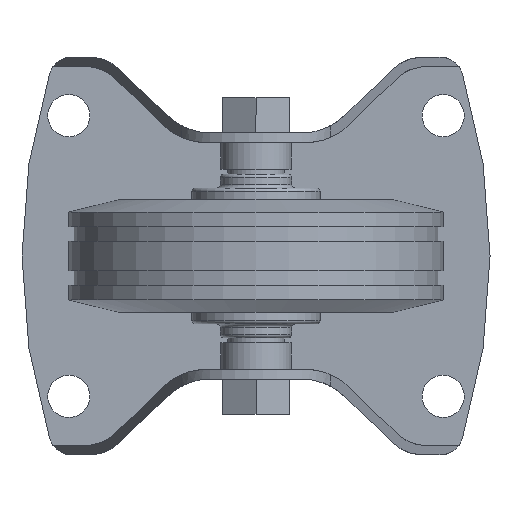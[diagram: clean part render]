
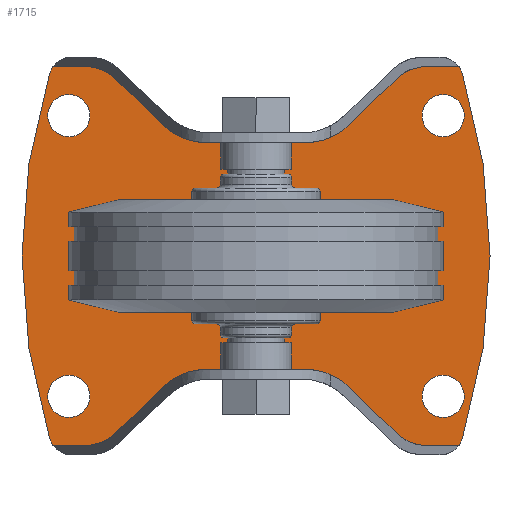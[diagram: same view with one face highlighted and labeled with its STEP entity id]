
A CAD part, front view. The second image highlights one B-rep face of the part: STEP entity #1715.
In plain terms, the highlighted planar face has unit normal (0, -1, 0).
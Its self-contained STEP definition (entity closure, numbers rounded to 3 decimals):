
#126=LINE('',#2742,#246);
#130=LINE('',#2754,#250);
#132=LINE('',#2763,#252);
#137=LINE('',#2783,#257);
#140=LINE('',#2792,#260);
#143=LINE('',#2798,#263);
#147=LINE('',#2810,#267);
#149=LINE('',#2827,#269);
#154=LINE('',#2838,#274);
#157=LINE('',#2847,#277);
#246=VECTOR('',#2166,1000.);
#250=VECTOR('',#2178,1000.);
#252=VECTOR('',#2186,1000.);
#257=VECTOR('',#2199,1000.);
#260=VECTOR('',#2210,1000.);
#263=VECTOR('',#2215,1000.);
#267=VECTOR('',#2227,1000.);
#269=VECTOR('',#2241,1000.);
#274=VECTOR('',#2248,1000.);
#277=VECTOR('',#2259,1000.);
#327=PLANE('',#1897);
#584=ORIENTED_EDGE('',*,*,#976,.T.);
#585=ORIENTED_EDGE('',*,*,#977,.T.);
#586=ORIENTED_EDGE('',*,*,#978,.T.);
#587=ORIENTED_EDGE('',*,*,#979,.T.);
#588=ORIENTED_EDGE('',*,*,#956,.T.);
#589=ORIENTED_EDGE('',*,*,#831,.T.);
#590=ORIENTED_EDGE('',*,*,#955,.F.);
#591=ORIENTED_EDGE('',*,*,#953,.F.);
#592=ORIENTED_EDGE('',*,*,#950,.F.);
#593=ORIENTED_EDGE('',*,*,#975,.T.);
#594=ORIENTED_EDGE('',*,*,#945,.F.);
#595=ORIENTED_EDGE('',*,*,#940,.T.);
#596=ORIENTED_EDGE('',*,*,#938,.F.);
#597=ORIENTED_EDGE('',*,*,#935,.F.);
#598=ORIENTED_EDGE('',*,*,#932,.F.);
#599=ORIENTED_EDGE('',*,*,#851,.T.);
#600=ORIENTED_EDGE('',*,*,#961,.T.);
#601=ORIENTED_EDGE('',*,*,#843,.T.);
#602=ORIENTED_EDGE('',*,*,#929,.F.);
#603=ORIENTED_EDGE('',*,*,#927,.F.);
#604=ORIENTED_EDGE('',*,*,#924,.F.);
#605=ORIENTED_EDGE('',*,*,#920,.T.);
#606=ORIENTED_EDGE('',*,*,#916,.F.);
#607=ORIENTED_EDGE('',*,*,#972,.T.);
#608=ORIENTED_EDGE('',*,*,#912,.F.);
#609=ORIENTED_EDGE('',*,*,#909,.F.);
#610=ORIENTED_EDGE('',*,*,#906,.F.);
#611=ORIENTED_EDGE('',*,*,#839,.T.);
#831=EDGE_CURVE('',#1062,#1061,#1219,.F.);
#839=EDGE_CURVE('',#1064,#1069,#1222,.F.);
#843=EDGE_CURVE('',#1074,#1073,#1223,.F.);
#851=EDGE_CURVE('',#1076,#1081,#1226,.F.);
#906=EDGE_CURVE('',#1064,#1118,#126,.T.);
#909=EDGE_CURVE('',#1118,#1120,#1234,.T.);
#912=EDGE_CURVE('',#1120,#1122,#130,.T.);
#916=EDGE_CURVE('',#1127,#1128,#132,.T.);
#920=EDGE_CURVE('',#1131,#1128,#1237,.T.);
#924=EDGE_CURVE('',#1131,#1132,#137,.T.);
#927=EDGE_CURVE('',#1132,#1134,#1238,.T.);
#929=EDGE_CURVE('',#1134,#1073,#140,.T.);
#932=EDGE_CURVE('',#1076,#1136,#143,.T.);
#935=EDGE_CURVE('',#1136,#1138,#1239,.T.);
#938=EDGE_CURVE('',#1138,#1140,#147,.T.);
#940=EDGE_CURVE('',#1143,#1140,#1240,.T.);
#945=EDGE_CURVE('',#1143,#1147,#149,.T.);
#950=EDGE_CURVE('',#1151,#1148,#154,.T.);
#953=EDGE_CURVE('',#1148,#1152,#1243,.T.);
#955=EDGE_CURVE('',#1152,#1061,#157,.T.);
#956=EDGE_CURVE('',#1069,#1062,#1244,.F.);
#961=EDGE_CURVE('',#1081,#1074,#1247,.F.);
#972=EDGE_CURVE('',#1127,#1122,#1254,.T.);
#975=EDGE_CURVE('',#1151,#1147,#1255,.T.);
#976=EDGE_CURVE('',#1162,#1162,#1256,.T.);
#977=EDGE_CURVE('',#1163,#1163,#1257,.T.);
#978=EDGE_CURVE('',#1164,#1164,#1258,.T.);
#979=EDGE_CURVE('',#1165,#1165,#1259,.T.);
#1061=VERTEX_POINT('',#2582);
#1062=VERTEX_POINT('',#2584);
#1064=VERTEX_POINT('',#2590);
#1069=VERTEX_POINT('',#2599);
#1073=VERTEX_POINT('',#2608);
#1074=VERTEX_POINT('',#2610);
#1076=VERTEX_POINT('',#2616);
#1081=VERTEX_POINT('',#2625);
#1118=VERTEX_POINT('',#2739);
#1120=VERTEX_POINT('',#2745);
#1122=VERTEX_POINT('',#2751);
#1127=VERTEX_POINT('',#2762);
#1128=VERTEX_POINT('',#2764);
#1131=VERTEX_POINT('',#2776);
#1132=VERTEX_POINT('',#2780);
#1134=VERTEX_POINT('',#2786);
#1136=VERTEX_POINT('',#2795);
#1138=VERTEX_POINT('',#2801);
#1140=VERTEX_POINT('',#2807);
#1143=VERTEX_POINT('',#2815);
#1147=VERTEX_POINT('',#2828);
#1148=VERTEX_POINT('',#2832);
#1151=VERTEX_POINT('',#2837);
#1152=VERTEX_POINT('',#2841);
#1162=VERTEX_POINT('',#2899);
#1163=VERTEX_POINT('',#2901);
#1164=VERTEX_POINT('',#2903);
#1165=VERTEX_POINT('',#2905);
#1219=CIRCLE('',#1800,5.);
#1222=CIRCLE('',#1805,5.);
#1223=CIRCLE('',#1808,5.);
#1226=CIRCLE('',#1813,5.);
#1234=CIRCLE('',#1845,9.);
#1237=CIRCLE('',#1852,13.);
#1238=CIRCLE('',#1856,9.);
#1239=CIRCLE('',#1861,9.);
#1240=CIRCLE('',#1865,13.);
#1243=CIRCLE('',#1872,9.);
#1244=CIRCLE('',#1875,131.623);
#1247=CIRCLE('',#1881,131.623);
#1254=CIRCLE('',#1893,13.);
#1255=CIRCLE('',#1896,13.);
#1256=CIRCLE('',#1898,4.5);
#1257=CIRCLE('',#1899,4.5);
#1258=CIRCLE('',#1900,4.5);
#1259=CIRCLE('',#1901,4.5);
#1351=EDGE_LOOP('',(#584));
#1352=EDGE_LOOP('',(#585));
#1353=EDGE_LOOP('',(#586));
#1354=EDGE_LOOP('',(#587));
#1355=EDGE_LOOP('',(#588,#589,#590,#591,#592,#593,#594,#595,#596,#597,#598,
#599,#600,#601,#602,#603,#604,#605,#606,#607,#608,#609,#610,#611));
#1517=FACE_BOUND('',#1351,.T.);
#1518=FACE_BOUND('',#1352,.T.);
#1519=FACE_BOUND('',#1353,.T.);
#1520=FACE_BOUND('',#1354,.T.);
#1521=FACE_BOUND('',#1355,.T.);
#1715=ADVANCED_FACE('',(#1517,#1518,#1519,#1520,#1521),#327,.F.);
#1800=AXIS2_PLACEMENT_3D('',#2583,#2031,#2032);
#1805=AXIS2_PLACEMENT_3D('',#2600,#2045,#2046);
#1808=AXIS2_PLACEMENT_3D('',#2609,#2053,#2054);
#1813=AXIS2_PLACEMENT_3D('',#2626,#2067,#2068);
#1845=AXIS2_PLACEMENT_3D('',#2748,#2172,#2173);
#1852=AXIS2_PLACEMENT_3D('',#2775,#2192,#2193);
#1856=AXIS2_PLACEMENT_3D('',#2789,#2205,#2206);
#1861=AXIS2_PLACEMENT_3D('',#2804,#2221,#2222);
#1865=AXIS2_PLACEMENT_3D('',#2814,#2232,#2233);
#1872=AXIS2_PLACEMENT_3D('',#2844,#2254,#2255);
#1875=AXIS2_PLACEMENT_3D('',#2849,#2262,#2263);
#1881=AXIS2_PLACEMENT_3D('',#2861,#2274,#2275);
#1893=AXIS2_PLACEMENT_3D('',#2887,#2298,#2299);
#1896=AXIS2_PLACEMENT_3D('',#2896,#2304,#2305);
#1897=AXIS2_PLACEMENT_3D('',#2897,#2306,#2307);
#1898=AXIS2_PLACEMENT_3D('',#2898,#2308,#2309);
#1899=AXIS2_PLACEMENT_3D('',#2900,#2310,#2311);
#1900=AXIS2_PLACEMENT_3D('',#2902,#2312,#2313);
#1901=AXIS2_PLACEMENT_3D('',#2904,#2314,#2315);
#2031=DIRECTION('',(0.,1.,0.));
#2032=DIRECTION('',(0.,0.,1.));
#2045=DIRECTION('',(0.,1.,0.));
#2046=DIRECTION('',(0.,0.,1.));
#2053=DIRECTION('',(0.,1.,0.));
#2054=DIRECTION('',(0.,0.,1.));
#2067=DIRECTION('',(0.,1.,0.));
#2068=DIRECTION('',(0.,0.,1.));
#2166=DIRECTION('',(1.,0.,0.));
#2172=DIRECTION('',(0.,1.,0.));
#2173=DIRECTION('',(1.,0.,0.));
#2178=DIRECTION('',(0.724,0.,-0.69));
#2186=DIRECTION('',(1.,0.,0.));
#2192=DIRECTION('',(0.,1.,0.));
#2193=DIRECTION('',(1.,0.,0.));
#2199=DIRECTION('',(0.724,0.,0.69));
#2205=DIRECTION('',(0.,1.,0.));
#2206=DIRECTION('',(1.,0.,0.));
#2210=DIRECTION('',(1.,0.,0.));
#2215=DIRECTION('',(-1.,0.,0.));
#2221=DIRECTION('',(0.,1.,0.));
#2222=DIRECTION('',(1.,0.,0.));
#2227=DIRECTION('',(-0.724,0.,0.69));
#2232=DIRECTION('',(0.,1.,0.));
#2233=DIRECTION('',(1.,0.,0.));
#2241=DIRECTION('',(-1.,0.,0.));
#2248=DIRECTION('',(-0.724,0.,-0.69));
#2254=DIRECTION('',(0.,1.,0.));
#2255=DIRECTION('',(1.,0.,0.));
#2259=DIRECTION('',(-1.,0.,0.));
#2262=DIRECTION('',(0.,1.,0.));
#2263=DIRECTION('',(0.,0.,1.));
#2274=DIRECTION('',(0.,1.,0.));
#2275=DIRECTION('',(0.,0.,1.));
#2298=DIRECTION('',(0.,1.,0.));
#2299=DIRECTION('',(1.,0.,0.));
#2304=DIRECTION('',(0.,1.,0.));
#2305=DIRECTION('',(1.,0.,0.));
#2306=DIRECTION('',(0.,1.,0.));
#2307=DIRECTION('',(0.,0.,1.));
#2308=DIRECTION('',(0.,1.,0.));
#2309=DIRECTION('',(0.,0.,1.));
#2310=DIRECTION('',(0.,1.,0.));
#2311=DIRECTION('',(0.,0.,1.));
#2312=DIRECTION('',(0.,1.,0.));
#2313=DIRECTION('',(0.,0.,1.));
#2314=DIRECTION('',(0.,1.,0.));
#2315=DIRECTION('',(0.,0.,1.));
#2582=CARTESIAN_POINT('',(-43.354,59.954,-40.454));
#2583=CARTESIAN_POINT('',(-39.32,59.954,-37.5));
#2584=CARTESIAN_POINT('',(-44.095,59.954,-38.981));
#2590=CARTESIAN_POINT('',(-43.354,59.954,40.454));
#2599=CARTESIAN_POINT('',(-44.095,59.954,38.981));
#2600=CARTESIAN_POINT('',(-39.32,59.954,37.5));
#2608=CARTESIAN_POINT('',(43.354,59.954,40.454));
#2609=CARTESIAN_POINT('',(39.32,59.954,37.5));
#2610=CARTESIAN_POINT('',(44.095,59.954,38.981));
#2616=CARTESIAN_POINT('',(43.354,59.954,-40.454));
#2625=CARTESIAN_POINT('',(44.095,59.954,-38.981));
#2626=CARTESIAN_POINT('',(39.32,59.954,-37.5));
#2739=CARTESIAN_POINT('',(-35.6,59.954,40.454));
#2742=CARTESIAN_POINT('',(-66.667,59.954,40.454));
#2745=CARTESIAN_POINT('',(-30.804,59.954,38.535));
#2748=CARTESIAN_POINT('',(-36.404,59.954,31.49));
#2751=CARTESIAN_POINT('',(-20.177,59.954,28.413));
#2754=CARTESIAN_POINT('',(-30.804,59.954,38.535));
#2762=CARTESIAN_POINT('',(-9.8,59.954,24.262));
#2763=CARTESIAN_POINT('',(-9.8,59.954,24.262));
#2764=CARTESIAN_POINT('',(9.8,59.954,24.262));
#2775=CARTESIAN_POINT('',(10.629,59.954,37.235));
#2776=CARTESIAN_POINT('',(20.177,59.954,28.413));
#2780=CARTESIAN_POINT('',(30.804,59.954,38.535));
#2783=CARTESIAN_POINT('',(20.177,59.954,28.413));
#2786=CARTESIAN_POINT('',(35.6,59.954,40.454));
#2789=CARTESIAN_POINT('',(36.404,59.954,31.49));
#2792=CARTESIAN_POINT('',(35.6,59.954,40.454));
#2795=CARTESIAN_POINT('',(35.6,59.954,-40.454));
#2798=CARTESIAN_POINT('',(66.667,59.954,-40.454));
#2801=CARTESIAN_POINT('',(30.804,59.954,-38.535));
#2804=CARTESIAN_POINT('',(36.404,59.954,-31.49));
#2807=CARTESIAN_POINT('',(20.177,59.954,-28.413));
#2810=CARTESIAN_POINT('',(30.804,59.954,-38.535));
#2814=CARTESIAN_POINT('',(10.629,59.954,-37.235));
#2815=CARTESIAN_POINT('',(9.8,59.954,-24.262));
#2827=CARTESIAN_POINT('',(9.8,59.954,-24.262));
#2828=CARTESIAN_POINT('',(-9.8,59.954,-24.262));
#2832=CARTESIAN_POINT('',(-30.804,59.954,-38.535));
#2837=CARTESIAN_POINT('',(-20.177,59.954,-28.413));
#2838=CARTESIAN_POINT('',(-20.177,59.954,-28.413));
#2841=CARTESIAN_POINT('',(-35.6,59.954,-40.454));
#2844=CARTESIAN_POINT('',(-36.404,59.954,-31.49));
#2847=CARTESIAN_POINT('',(-35.6,59.954,-40.454));
#2849=CARTESIAN_POINT('',(81.623,59.954,0.));
#2861=CARTESIAN_POINT('',(-81.623,59.954,0.));
#2887=CARTESIAN_POINT('',(-10.629,59.954,37.235));
#2896=CARTESIAN_POINT('',(-10.629,59.954,-37.235));
#2897=CARTESIAN_POINT('',(-36.404,59.954,31.49));
#2898=CARTESIAN_POINT('',(-40.,59.954,30.));
#2899=CARTESIAN_POINT('',(-40.,59.954,34.5));
#2900=CARTESIAN_POINT('',(-40.,59.954,-30.));
#2901=CARTESIAN_POINT('',(-40.,59.954,-25.5));
#2902=CARTESIAN_POINT('',(40.,59.954,30.));
#2903=CARTESIAN_POINT('',(40.,59.954,34.5));
#2904=CARTESIAN_POINT('',(40.,59.954,-30.));
#2905=CARTESIAN_POINT('',(40.,59.954,-25.5));
